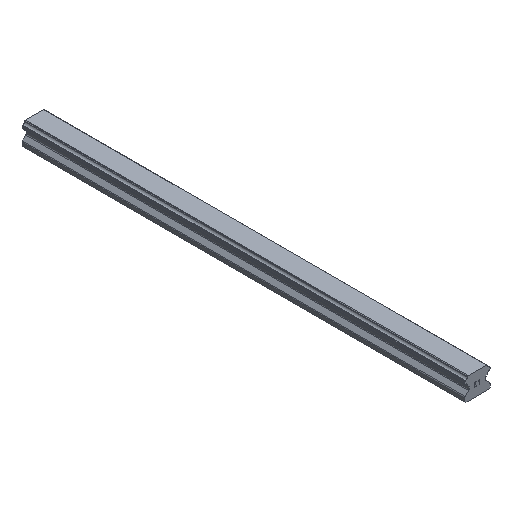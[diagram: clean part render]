
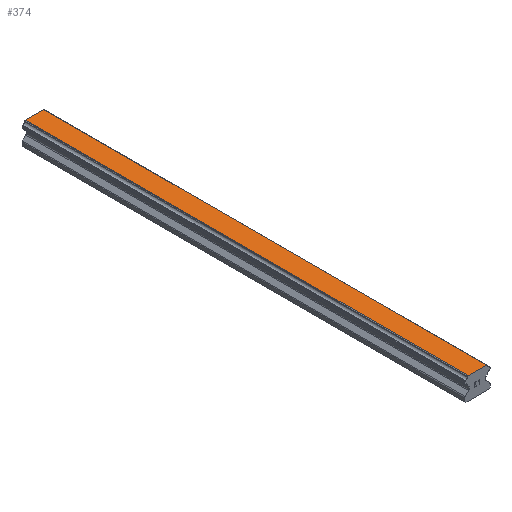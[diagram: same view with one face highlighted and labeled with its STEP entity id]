
A CAD part, isometric view. The second image highlights one B-rep face of the part: STEP entity #374.
In plain terms, the highlighted planar face has unit normal (0, 0, 1).
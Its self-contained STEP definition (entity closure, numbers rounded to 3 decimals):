
#374=ADVANCED_FACE('',(#767),#768,.T.);
#767=FACE_OUTER_BOUND('',#1178,.T.);
#768=PLANE('',#1179);
#1178=EDGE_LOOP('',(#2290,#2291,#2292,#2293));
#1179=AXIS2_PLACEMENT_3D('',#2294,#2295,#2296);
#2290=ORIENTED_EDGE('',*,*,#2832,.T.);
#2291=ORIENTED_EDGE('',*,*,#2918,.F.);
#2292=ORIENTED_EDGE('',*,*,#2702,.F.);
#2293=ORIENTED_EDGE('',*,*,#2916,.T.);
#2294=CARTESIAN_POINT('',(0.0,350.0,17.5));
#2295=DIRECTION('',(0.0,0.0,1.0));
#2296=DIRECTION('',(-1.0,0.0,-0.0));
#2702=EDGE_CURVE('',#3311,#3313,#3314,.T.);
#2832=EDGE_CURVE('',#3528,#3526,#3529,.T.);
#2916=EDGE_CURVE('',#3311,#3528,#3631,.T.);
#2918=EDGE_CURVE('',#3313,#3526,#3633,.T.);
#3311=VERTEX_POINT('',#4173);
#3313=VERTEX_POINT('',#4176);
#3314=LINE('',#4177,#4178);
#3526=VERTEX_POINT('',#4472);
#3528=VERTEX_POINT('',#4475);
#3529=LINE('',#4476,#4477);
#3631=LINE('',#4607,#4608);
#3633=LINE('',#4610,#4611);
#4173=CARTESIAN_POINT('',(-7.231,350.0,17.5));
#4176=CARTESIAN_POINT('',(7.231,350.0,17.5));
#4177=CARTESIAN_POINT('',(-7.231,350.0,17.5));
#4178=VECTOR('',#4891,1.0);
#4472=CARTESIAN_POINT('',(7.231,0.0,17.5));
#4475=CARTESIAN_POINT('',(-7.231,0.0,17.5));
#4476=CARTESIAN_POINT('',(-7.231,0.0,17.5));
#4477=VECTOR('',#5041,1.0);
#4607=CARTESIAN_POINT('',(-7.231,350.0,17.5));
#4608=VECTOR('',#5139,1.0);
#4610=CARTESIAN_POINT('',(7.231,350.0,17.5));
#4611=VECTOR('',#5140,1.0);
#4891=DIRECTION('',(1.0,0.0,0.0));
#5041=DIRECTION('',(1.0,0.0,0.0));
#5139=DIRECTION('',(0.0,-1.0,0.0));
#5140=DIRECTION('',(0.0,-1.0,0.0));
